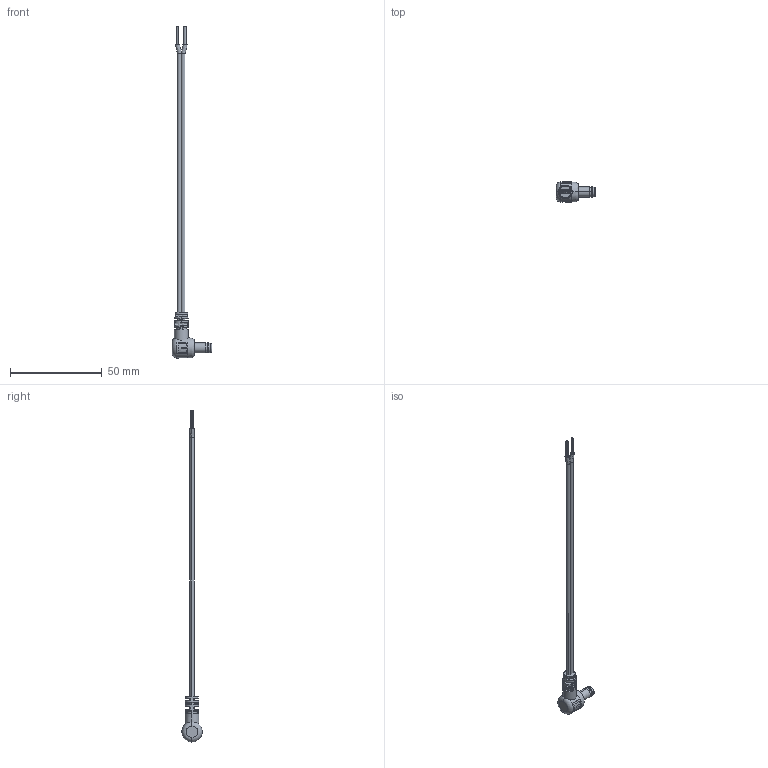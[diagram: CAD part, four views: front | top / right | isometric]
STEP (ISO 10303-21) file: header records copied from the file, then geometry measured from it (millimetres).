
FILE_DESCRIPTION (( 'STEP AP203' ), '1' );
FILE_NAME ('10-02509_revA.STEP', '2017-05-31T20:50:24', ( '' ), ( '' ), 'SwSTEP 2.0', 'SolidWorks 2015', '' );
FILE_SCHEMA (( 'CONFIG_CONTROL_DESIGN' ));
Length unit declared in the file: millimetre
Products named in the file (7): 50-00129; 10-02509_revA; 24-00006; 50-00129 insulator; 30-00395_stripped and tinned; 50-00129 shell; 50-00129 contact
Assembly tree (6 placements, depth 3):
  10-02509_revA
    30-00395_stripped and tinned
    24-00006
    50-00129
      50-00129 contact
      50-00129 insulator
      50-00129 shell
Bounding box: 21.36 x 11 x 180.56 mm (x, y, z)
Volume: 2893 mm3; surface area: 17606.3 mm2
Topology: 181 solids, 181 shells, 1285 faces, 2683 edges, 1771 vertices
Faces by surface type: cylinder 590, plane 477, bspline 168, torus 36, cone 14
Entity records: 40745 total; most frequent: CARTESIAN_POINT 12503, DIRECTION 5815, ORIENTED_EDGE 5366, EDGE_CURVE 2683, AXIS2_PLACEMENT_3D 2470, VERTEX_POINT 1771, EDGE_LOOP 1478, CIRCLE 1343
